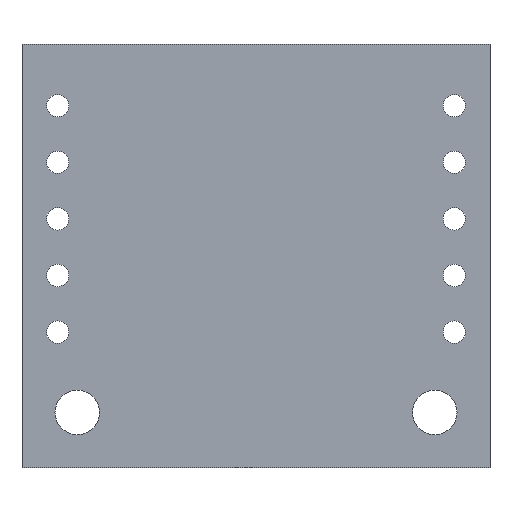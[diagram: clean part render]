
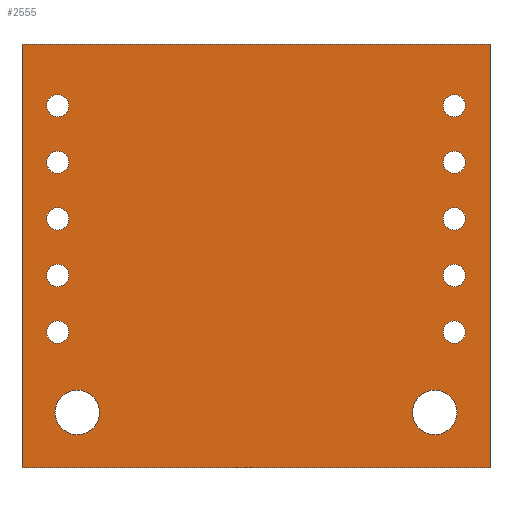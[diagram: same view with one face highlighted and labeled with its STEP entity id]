
A CAD part, front view. The second image highlights one B-rep face of the part: STEP entity #2555.
In plain terms, the highlighted planar face has unit normal (0, -1, 0).
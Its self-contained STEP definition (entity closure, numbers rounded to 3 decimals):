
#189=FACE_BOUND('',#539,.T.);
#190=FACE_BOUND('',#540,.T.);
#191=FACE_BOUND('',#541,.T.);
#192=FACE_BOUND('',#542,.T.);
#193=FACE_BOUND('',#543,.T.);
#194=FACE_BOUND('',#544,.T.);
#195=FACE_BOUND('',#545,.T.);
#196=FACE_BOUND('',#546,.T.);
#197=FACE_BOUND('',#547,.T.);
#198=FACE_BOUND('',#548,.T.);
#199=FACE_BOUND('',#549,.T.);
#200=FACE_BOUND('',#550,.T.);
#202=CIRCLE('',#2691,0.5);
#204=CIRCLE('',#2694,0.5);
#206=CIRCLE('',#2697,0.5);
#208=CIRCLE('',#2700,0.5);
#210=CIRCLE('',#2703,0.5);
#212=CIRCLE('',#2706,0.5);
#214=CIRCLE('',#2709,0.5);
#216=CIRCLE('',#2712,0.5);
#218=CIRCLE('',#2715,1.);
#220=CIRCLE('',#2718,0.5);
#222=CIRCLE('',#2721,0.5);
#224=CIRCLE('',#2724,1.);
#376=FACE_OUTER_BOUND('',#538,.T.);
#538=EDGE_LOOP('',(#2255,#2256,#2257,#2258));
#539=EDGE_LOOP('',(#2259));
#540=EDGE_LOOP('',(#2260));
#541=EDGE_LOOP('',(#2261));
#542=EDGE_LOOP('',(#2262));
#543=EDGE_LOOP('',(#2263));
#544=EDGE_LOOP('',(#2264));
#545=EDGE_LOOP('',(#2265));
#546=EDGE_LOOP('',(#2266));
#547=EDGE_LOOP('',(#2267));
#548=EDGE_LOOP('',(#2268));
#549=EDGE_LOOP('',(#2269));
#550=EDGE_LOOP('',(#2270));
#827=LINE('',#3987,#1115);
#831=LINE('',#3995,#1119);
#834=LINE('',#4001,#1122);
#837=LINE('',#4006,#1125);
#1115=VECTOR('',#3315,10.);
#1119=VECTOR('',#3321,10.);
#1122=VECTOR('',#3326,10.);
#1125=VECTOR('',#3331,10.);
#1304=VERTEX_POINT('',#3915);
#1306=VERTEX_POINT('',#3921);
#1308=VERTEX_POINT('',#3927);
#1310=VERTEX_POINT('',#3933);
#1312=VERTEX_POINT('',#3939);
#1314=VERTEX_POINT('',#3945);
#1316=VERTEX_POINT('',#3951);
#1318=VERTEX_POINT('',#3957);
#1320=VERTEX_POINT('',#3963);
#1322=VERTEX_POINT('',#3969);
#1324=VERTEX_POINT('',#3975);
#1326=VERTEX_POINT('',#3981);
#1327=VERTEX_POINT('',#3985);
#1328=VERTEX_POINT('',#3986);
#1331=VERTEX_POINT('',#3994);
#1333=VERTEX_POINT('',#4000);
#1601=EDGE_CURVE('',#1304,#1304,#202,.T.);
#1604=EDGE_CURVE('',#1306,#1306,#204,.T.);
#1607=EDGE_CURVE('',#1308,#1308,#206,.T.);
#1610=EDGE_CURVE('',#1310,#1310,#208,.T.);
#1613=EDGE_CURVE('',#1312,#1312,#210,.T.);
#1616=EDGE_CURVE('',#1314,#1314,#212,.T.);
#1619=EDGE_CURVE('',#1316,#1316,#214,.T.);
#1622=EDGE_CURVE('',#1318,#1318,#216,.T.);
#1625=EDGE_CURVE('',#1320,#1320,#218,.T.);
#1628=EDGE_CURVE('',#1322,#1322,#220,.T.);
#1631=EDGE_CURVE('',#1324,#1324,#222,.T.);
#1634=EDGE_CURVE('',#1326,#1326,#224,.T.);
#1635=EDGE_CURVE('',#1327,#1328,#827,.T.);
#1639=EDGE_CURVE('',#1331,#1327,#831,.T.);
#1642=EDGE_CURVE('',#1333,#1331,#834,.T.);
#1645=EDGE_CURVE('',#1328,#1333,#837,.T.);
#2255=ORIENTED_EDGE('',*,*,#1645,.F.);
#2256=ORIENTED_EDGE('',*,*,#1635,.F.);
#2257=ORIENTED_EDGE('',*,*,#1639,.F.);
#2258=ORIENTED_EDGE('',*,*,#1642,.F.);
#2259=ORIENTED_EDGE('',*,*,#1601,.T.);
#2260=ORIENTED_EDGE('',*,*,#1604,.T.);
#2261=ORIENTED_EDGE('',*,*,#1607,.T.);
#2262=ORIENTED_EDGE('',*,*,#1610,.T.);
#2263=ORIENTED_EDGE('',*,*,#1613,.T.);
#2264=ORIENTED_EDGE('',*,*,#1616,.T.);
#2265=ORIENTED_EDGE('',*,*,#1619,.T.);
#2266=ORIENTED_EDGE('',*,*,#1622,.T.);
#2267=ORIENTED_EDGE('',*,*,#1625,.T.);
#2268=ORIENTED_EDGE('',*,*,#1628,.T.);
#2269=ORIENTED_EDGE('',*,*,#1631,.T.);
#2270=ORIENTED_EDGE('',*,*,#1634,.T.);
#2386=PLANE('',#2730);
#2555=ADVANCED_FACE('',(#376,#189,#190,#191,#192,#193,#194,#195,#196,#197,
#198,#199,#200),#2386,.F.);
#2691=AXIS2_PLACEMENT_3D('',#3917,#3234,#3235);
#2694=AXIS2_PLACEMENT_3D('',#3923,#3241,#3242);
#2697=AXIS2_PLACEMENT_3D('',#3929,#3248,#3249);
#2700=AXIS2_PLACEMENT_3D('',#3935,#3255,#3256);
#2703=AXIS2_PLACEMENT_3D('',#3941,#3262,#3263);
#2706=AXIS2_PLACEMENT_3D('',#3947,#3269,#3270);
#2709=AXIS2_PLACEMENT_3D('',#3953,#3276,#3277);
#2712=AXIS2_PLACEMENT_3D('',#3959,#3283,#3284);
#2715=AXIS2_PLACEMENT_3D('',#3965,#3290,#3291);
#2718=AXIS2_PLACEMENT_3D('',#3971,#3297,#3298);
#2721=AXIS2_PLACEMENT_3D('',#3977,#3304,#3305);
#2724=AXIS2_PLACEMENT_3D('',#3983,#3311,#3312);
#2730=AXIS2_PLACEMENT_3D('',#4009,#3335,#3336);
#3234=DIRECTION('center_axis',(0.,1.,0.));
#3235=DIRECTION('ref_axis',(1.,0.,0.));
#3241=DIRECTION('center_axis',(0.,1.,0.));
#3242=DIRECTION('ref_axis',(1.,0.,0.));
#3248=DIRECTION('center_axis',(0.,1.,0.));
#3249=DIRECTION('ref_axis',(1.,0.,0.));
#3255=DIRECTION('center_axis',(0.,1.,0.));
#3256=DIRECTION('ref_axis',(1.,0.,0.));
#3262=DIRECTION('center_axis',(0.,1.,0.));
#3263=DIRECTION('ref_axis',(1.,0.,0.));
#3269=DIRECTION('center_axis',(0.,1.,0.));
#3270=DIRECTION('ref_axis',(1.,0.,0.));
#3276=DIRECTION('center_axis',(0.,1.,0.));
#3277=DIRECTION('ref_axis',(1.,0.,0.));
#3283=DIRECTION('center_axis',(0.,1.,0.));
#3284=DIRECTION('ref_axis',(1.,0.,0.));
#3290=DIRECTION('center_axis',(0.,1.,0.));
#3291=DIRECTION('ref_axis',(1.,0.,0.));
#3297=DIRECTION('center_axis',(0.,1.,0.));
#3298=DIRECTION('ref_axis',(1.,0.,0.));
#3304=DIRECTION('center_axis',(0.,1.,0.));
#3305=DIRECTION('ref_axis',(1.,0.,0.));
#3311=DIRECTION('center_axis',(0.,1.,0.));
#3312=DIRECTION('ref_axis',(1.,0.,0.));
#3315=DIRECTION('',(1.,0.,0.));
#3321=DIRECTION('',(0.,0.,1.));
#3326=DIRECTION('',(-1.,0.,0.));
#3331=DIRECTION('',(0.,0.,-1.));
#3335=DIRECTION('center_axis',(0.,1.,0.));
#3336=DIRECTION('ref_axis',(0.,0.,1.));
#3915=CARTESIAN_POINT('',(39.884,0.,44.084));
#3917=CARTESIAN_POINT('Origin',(40.384,0.,44.084));
#3921=CARTESIAN_POINT('',(22.085,0.,51.704));
#3923=CARTESIAN_POINT('Origin',(22.585,0.,51.704));
#3927=CARTESIAN_POINT('',(22.085,0.,41.544));
#3929=CARTESIAN_POINT('Origin',(22.585,0.,41.544));
#3933=CARTESIAN_POINT('',(22.085,0.,44.084));
#3935=CARTESIAN_POINT('Origin',(22.585,0.,44.084));
#3939=CARTESIAN_POINT('',(39.884,0.,51.704));
#3941=CARTESIAN_POINT('Origin',(40.384,0.,51.704));
#3945=CARTESIAN_POINT('',(39.884,0.,41.544));
#3947=CARTESIAN_POINT('Origin',(40.384,0.,41.544));
#3951=CARTESIAN_POINT('',(39.884,0.,46.624));
#3953=CARTESIAN_POINT('Origin',(40.384,0.,46.624));
#3957=CARTESIAN_POINT('',(22.085,0.,49.164));
#3959=CARTESIAN_POINT('Origin',(22.585,0.,49.164));
#3963=CARTESIAN_POINT('',(22.465,0.,37.938));
#3965=CARTESIAN_POINT('Origin',(23.465,0.,37.938));
#3969=CARTESIAN_POINT('',(22.085,0.,46.624));
#3971=CARTESIAN_POINT('Origin',(22.585,0.,46.624));
#3975=CARTESIAN_POINT('',(39.884,0.,49.164));
#3977=CARTESIAN_POINT('Origin',(40.384,0.,49.164));
#3981=CARTESIAN_POINT('',(38.504,0.,37.938));
#3983=CARTESIAN_POINT('Origin',(39.504,0.,37.938));
#3985=CARTESIAN_POINT('',(20.984,0.,54.458));
#3986=CARTESIAN_POINT('',(41.984,0.,54.458));
#3987=CARTESIAN_POINT('',(20.984,0.,54.458));
#3994=CARTESIAN_POINT('',(20.984,0.,35.458));
#3995=CARTESIAN_POINT('',(20.984,0.,35.458));
#4000=CARTESIAN_POINT('',(41.984,0.,35.458));
#4001=CARTESIAN_POINT('',(41.984,0.,35.458));
#4006=CARTESIAN_POINT('',(41.984,0.,54.458));
#4009=CARTESIAN_POINT('Origin',(31.484,0.,44.958));
